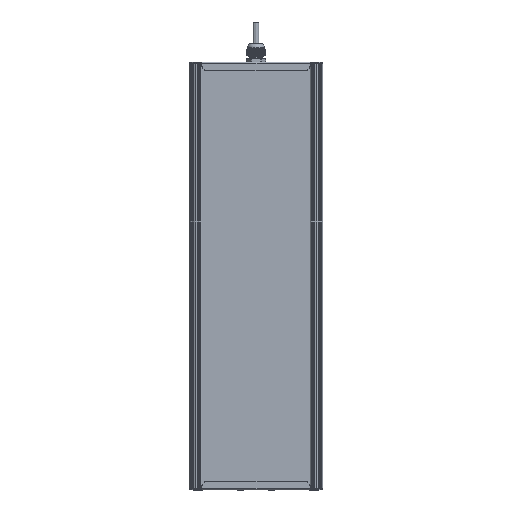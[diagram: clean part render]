
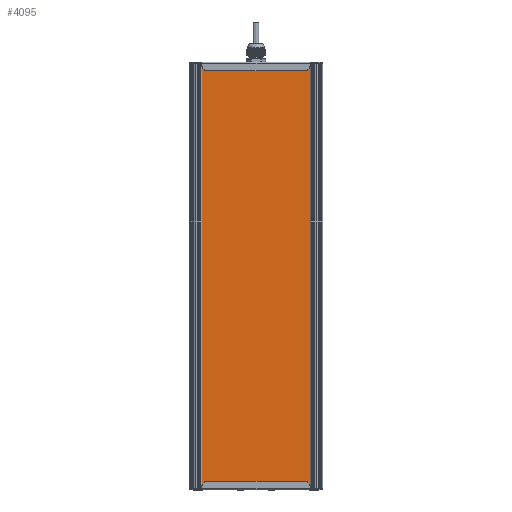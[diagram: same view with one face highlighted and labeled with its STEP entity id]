
A CAD part, front view. The second image highlights one B-rep face of the part: STEP entity #4095.
In plain terms, the highlighted face is planar.
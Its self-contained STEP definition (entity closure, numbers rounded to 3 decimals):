
#4095=ADVANCED_FACE('',(#15551),#15553,.T.);
#15551=FACE_BOUND('',#15552,.T.);
#15552=EDGE_LOOP('',(#44448,#44449,#44450,#44451));
#15553=PLANE('',#15554);
#15554=AXIS2_PLACEMENT_3D('',#15555,#15556,#15557);
#15555=CARTESIAN_POINT('',(2111.497,401.002,-34.582));
#15556=DIRECTION('',(0.,0.,-1.));
#15557=DIRECTION('',(0.,1.,0.));
#44448=ORIENTED_EDGE('',*,*,#52394,.F.);
#44449=ORIENTED_EDGE('',*,*,#52393,.T.);
#44450=ORIENTED_EDGE('',*,*,#52395,.F.);
#44451=ORIENTED_EDGE('',*,*,#52396,.F.);
#52393=EDGE_CURVE('',#58659,#58663,#58665,.T.);
#52394=EDGE_CURVE('',#58659,#58666,#58667,.T.);
#52395=EDGE_CURVE('',#58668,#58663,#58669,.T.);
#52396=EDGE_CURVE('',#58666,#58668,#58670,.T.);
#58659=VERTEX_POINT('',#78511);
#58663=VERTEX_POINT('',#78519);
#58665=LINE('',#78523,#78524);
#58666=VERTEX_POINT('',#78526);
#58667=LINE('',#78527,#78528);
#58668=VERTEX_POINT('',#78530);
#58669=LINE('',#78531,#78532);
#58670=LINE('',#78534,#78535);
#78511=CARTESIAN_POINT('',(2111.497,565.13,-34.582));
#78519=CARTESIAN_POINT('',(2707.497,565.13,-34.582));
#78523=CARTESIAN_POINT('',(2111.497,565.13,-34.582));
#78524=VECTOR('',#78525,1.);
#78525=DIRECTION('',(1.,0.,0.));
#78526=CARTESIAN_POINT('',(2111.497,401.002,-34.582));
#78527=CARTESIAN_POINT('',(2111.497,565.13,-34.582));
#78528=VECTOR('',#78529,1.);
#78529=DIRECTION('',(0.,-1.,0.));
#78530=CARTESIAN_POINT('',(2707.497,401.002,-34.582));
#78531=CARTESIAN_POINT('',(2707.497,401.002,-34.582));
#78532=VECTOR('',#78533,1.);
#78533=DIRECTION('',(0.,1.,0.));
#78534=CARTESIAN_POINT('',(2111.497,401.002,-34.582));
#78535=VECTOR('',#78536,1.);
#78536=DIRECTION('',(1.,0.,0.));
